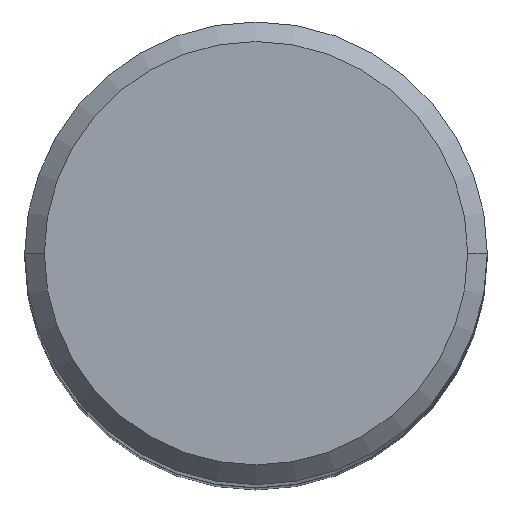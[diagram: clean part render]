
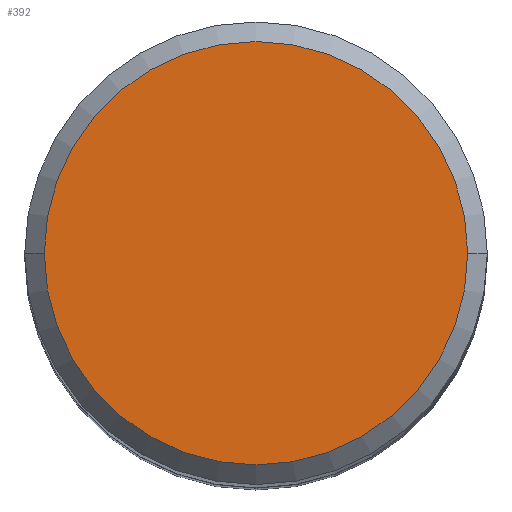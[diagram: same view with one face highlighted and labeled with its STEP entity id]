
A CAD part, top view. The second image highlights one B-rep face of the part: STEP entity #392.
In plain terms, the highlighted planar face has unit normal (0, 0, 1).
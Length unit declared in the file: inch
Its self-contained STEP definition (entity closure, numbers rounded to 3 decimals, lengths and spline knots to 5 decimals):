
#11 = VERTEX_POINT ( 'NONE', #20 ) ;
#20 = CARTESIAN_POINT ( 'NONE',  ( -0.2162, 0., 0. ) ) ;
#38 = CARTESIAN_POINT ( 'NONE',  ( 0., 0.2162, 0. ) ) ;
#61 = DIRECTION ( 'NONE',  ( 0., 0., 1. ) ) ;
#87 = FACE_OUTER_BOUND ( 'NONE', #95, .T. ) ;
#95 = EDGE_LOOP ( 'NONE', ( #425, #365 ) ) ;
#96 = DIRECTION ( 'NONE',  ( -1., 0., 0. ) ) ;
#113 = DIRECTION ( 'NONE',  ( 1., 0., 0. ) ) ;
#148 = AXIS2_PLACEMENT_3D ( 'NONE', #158, #61, #242 ) ;
#158 = CARTESIAN_POINT ( 'NONE',  ( 0., 0., 0. ) ) ;
#172 = CIRCLE ( 'NONE', #250, 0.2162 ) ;
#180 = VERTEX_POINT ( 'NONE', #379 ) ;
#213 = CIRCLE ( 'NONE', #148, 0.2162 ) ;
#242 = DIRECTION ( 'NONE',  ( 1., 0., 0. ) ) ;
#250 = AXIS2_PLACEMENT_3D ( 'NONE', #287, #501, #113 ) ;
#277 = AXIS2_PLACEMENT_3D ( 'NONE', #38, #477, #96 ) ;
#287 = CARTESIAN_POINT ( 'NONE',  ( 0., 0., 0. ) ) ;
#365 = ORIENTED_EDGE ( 'NONE', *, *, #470, .T. ) ;
#379 = CARTESIAN_POINT ( 'NONE',  ( 0.2162, 0., 0. ) ) ;
#392 = ADVANCED_FACE ( 'NONE', ( #87 ), #426, .F. ) ;
#425 = ORIENTED_EDGE ( 'NONE', *, *, #509, .T. ) ;
#426 = PLANE ( 'NONE',  #277 ) ;
#470 = EDGE_CURVE ( 'NONE', #180, #11, #213, .T. ) ;
#477 = DIRECTION ( 'NONE',  ( 0., 0., -1. ) ) ;
#501 = DIRECTION ( 'NONE',  ( 0., 0., 1. ) ) ;
#509 = EDGE_CURVE ( 'NONE', #11, #180, #172, .T. ) ;
